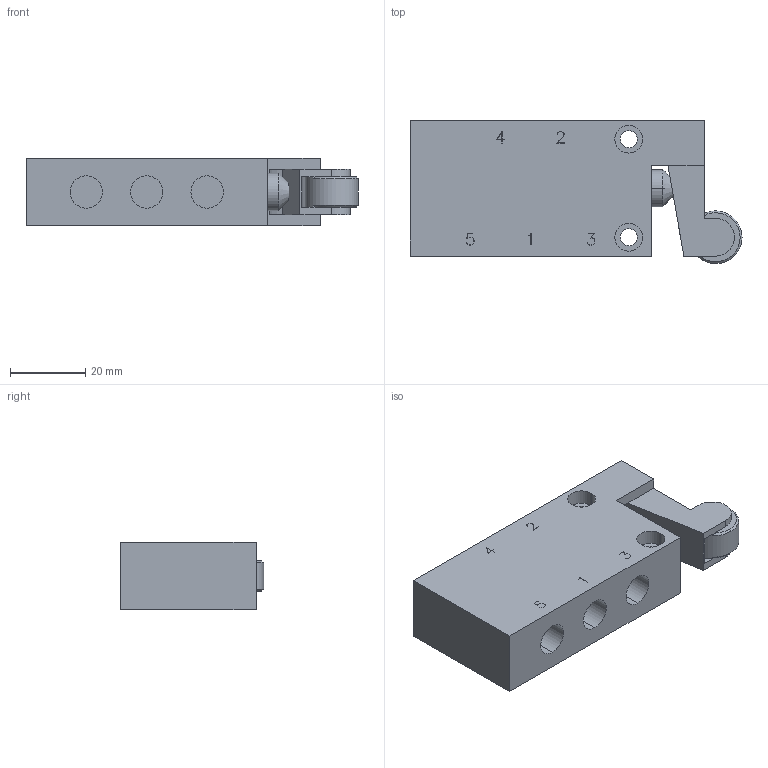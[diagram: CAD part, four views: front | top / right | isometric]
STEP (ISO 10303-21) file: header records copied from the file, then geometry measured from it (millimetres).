
FILE_DESCRIPTION (( 'STEP AP203' ), '1' );
FILE_NAME ('ER-18-510-Airtec.step', '2006-10-17T15:22:22', ( 'Gustaf Hederström' ), ( 'Cevican AB' ), 'SwSTEP 2.0', 'SolidWorks 2002308', '' );
FILE_SCHEMA (( 'CONFIG_CONTROL_DESIGN' ));
Length unit declared in the file: millimetre
Products named in the file (1): ER-18-510-Airtec
Bounding box: 88 x 38 x 18 mm (x, y, z)
Volume: 43547.9 mm3; surface area: 12913.8 mm2
Topology: 1 solids, 1 shells, 315 faces, 878 edges, 584 vertices
Faces by surface type: plane 275, cylinder 32, cone 8
Entity records: 10058 total; most frequent: CARTESIAN_POINT 1799, ORIENTED_EDGE 1756, DIRECTION 1582, EDGE_CURVE 878, LINE 794, VECTOR 794, VERTEX_POINT 584, AXIS2_PLACEMENT_3D 394
